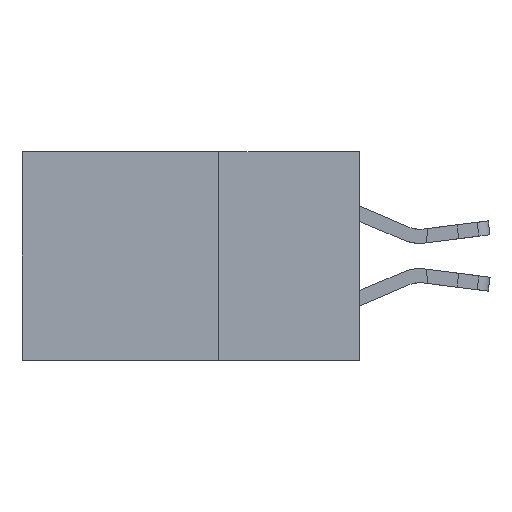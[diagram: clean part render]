
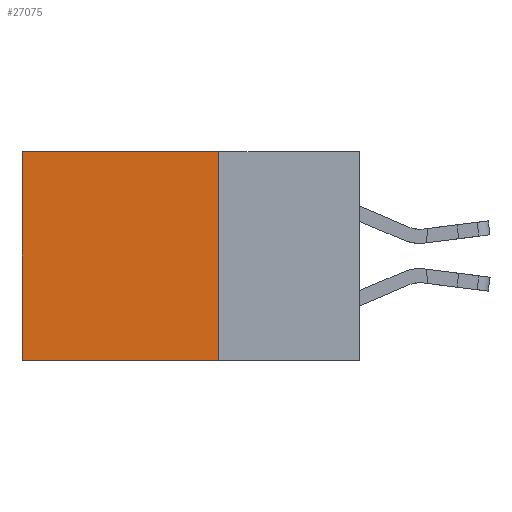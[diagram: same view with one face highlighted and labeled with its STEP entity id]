
A CAD part, left-side view. The second image highlights one B-rep face of the part: STEP entity #27075.
In plain terms, the highlighted planar face has unit normal (-1, 0, 0).
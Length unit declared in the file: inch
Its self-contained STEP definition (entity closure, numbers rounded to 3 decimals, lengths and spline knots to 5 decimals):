
#344 = ORIENTED_EDGE ( 'NONE', *, *, #10424, .F. ) ;
#674 = AXIS2_PLACEMENT_3D ( 'NONE', #12361, #7830, #27899 ) ;
#1452 = EDGE_LOOP ( 'NONE', ( #14184, #21816, #344, #20435 ) ) ;
#1995 = CARTESIAN_POINT ( 'NONE',  ( 0.2875, 0.25, -0.37 ) ) ;
#3954 = CARTESIAN_POINT ( 'NONE',  ( 0.2875, 0.25, -0.37 ) ) ;
#4022 = VERTEX_POINT ( 'NONE', #3954 ) ;
#4143 = DIRECTION ( 'NONE',  ( 0., 1., 0. ) ) ;
#5518 = CARTESIAN_POINT ( 'NONE',  ( 0.2875, 0.25, 0. ) ) ;
#7046 = VERTEX_POINT ( 'NONE', #26125 ) ;
#7675 = EDGE_CURVE ( 'NONE', #7046, #15489, #8072, .T. ) ;
#7830 = DIRECTION ( 'NONE',  ( 1., 0., 0. ) ) ;
#8072 = LINE ( 'NONE', #21734, #12220 ) ;
#10424 = EDGE_CURVE ( 'NONE', #27051, #4022, #16257, .T. ) ;
#10837 = CARTESIAN_POINT ( 'NONE',  ( 0.2875, 0.25, 0. ) ) ;
#12220 = VECTOR ( 'NONE', #12682, 39.37008 ) ;
#12361 = CARTESIAN_POINT ( 'NONE',  ( 0.2875, 0.25, 0. ) ) ;
#12642 = LINE ( 'NONE', #10837, #22395 ) ;
#12682 = DIRECTION ( 'NONE',  ( 0., 0., -1. ) ) ;
#12821 = DIRECTION ( 'NONE',  ( 0., 1., 0. ) ) ;
#13571 = FACE_OUTER_BOUND ( 'NONE', #1452, .T. ) ;
#14184 = ORIENTED_EDGE ( 'NONE', *, *, #7675, .T. ) ;
#14767 = DIRECTION ( 'NONE',  ( 0., 0., -1. ) ) ;
#15489 = VERTEX_POINT ( 'NONE', #21574 ) ;
#16257 = LINE ( 'NONE', #28060, #28384 ) ;
#16977 = EDGE_CURVE ( 'NONE', #27051, #7046, #12642, .T. ) ;
#17319 = LINE ( 'NONE', #1995, #20796 ) ;
#20435 = ORIENTED_EDGE ( 'NONE', *, *, #16977, .T. ) ;
#20796 = VECTOR ( 'NONE', #12821, 39.37008 ) ;
#21574 = CARTESIAN_POINT ( 'NONE',  ( 0.2875, 0.6, -0.37 ) ) ;
#21734 = CARTESIAN_POINT ( 'NONE',  ( 0.2875, 0.6, 0. ) ) ;
#21816 = ORIENTED_EDGE ( 'NONE', *, *, #22559, .F. ) ;
#22395 = VECTOR ( 'NONE', #4143, 39.37008 ) ;
#22559 = EDGE_CURVE ( 'NONE', #4022, #15489, #17319, .T. ) ;
#25401 = PLANE ( 'NONE',  #674 ) ;
#26125 = CARTESIAN_POINT ( 'NONE',  ( 0.2875, 0.6, 0. ) ) ;
#27051 = VERTEX_POINT ( 'NONE', #5518 ) ;
#27075 = ADVANCED_FACE ( 'NONE', ( #13571 ), #25401, .F. ) ;
#27899 = DIRECTION ( 'NONE',  ( 0., 0., -1. ) ) ;
#28060 = CARTESIAN_POINT ( 'NONE',  ( 0.2875, 0.25, 0. ) ) ;
#28384 = VECTOR ( 'NONE', #14767, 39.37008 ) ;
